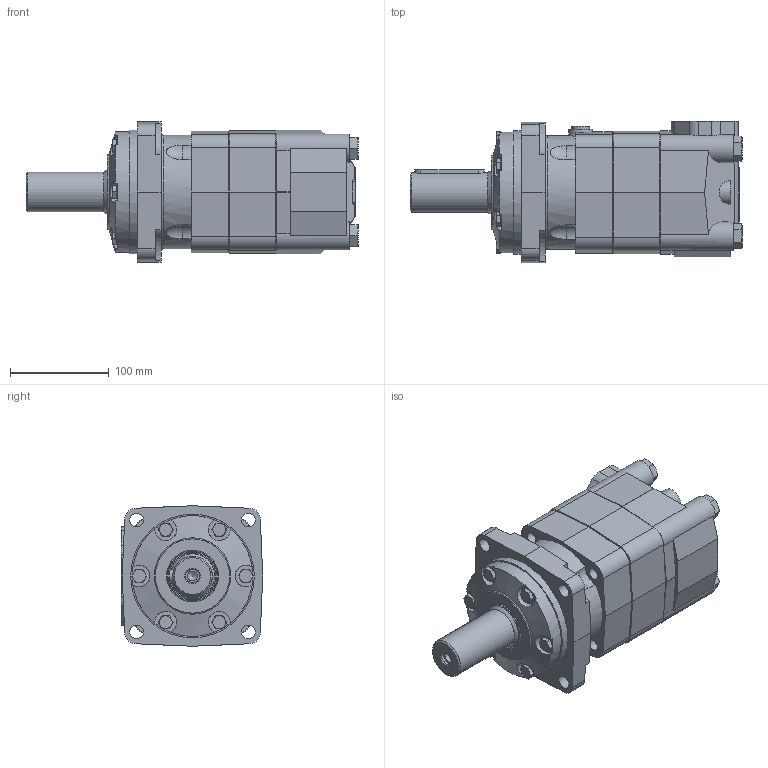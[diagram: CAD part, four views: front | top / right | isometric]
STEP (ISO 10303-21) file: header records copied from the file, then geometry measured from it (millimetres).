
FILE_DESCRIPTION(/* description */ ('STEP AP214'),/* implementation_level */ '2;1');
FILE_NAME(/* name */ 'MT400CUP',/* time_stamp */ '2023-02-07T14:38:15+01:00',/* author */ ('License CC BY-ND 4.0'),/* organization */ ('CADENAS'),/* preprocessor_version */ 'ST-DEVELOPER v18.102',/* originating_system */ 'PARTsolutions',/* authorisation */ ' ');
FILE_SCHEMA (('AUTOMOTIVE_DESIGN {1 0 10303 214 3 1 1}'));
Length unit declared in the file: millimetre
Products named in the file (6): MT400CUP; Hexagon bolt DIN 931-1 M14x1000; MTP; MT400D; MT-CSH; MTFL
Assembly tree (8 placements, depth 2):
  MT400CUP
    Hexagon bolt DIN 931-1 M14x1000  x4
    MTP
    MT400D
    MT-CSH
    MTFL
Bounding box: 335.6 x 143 x 142 mm (x, y, z)
Volume: 3430348.5 mm3; surface area: 315925 mm2
Topology: 8 solids, 8 shells, 576 faces, 1358 edges, 858 vertices
Faces by surface type: plane 308, cylinder 155, cone 99, torus 14
Full cylindrical faces by diameter (mm): 2.4 x4, 6 x1, 7 x3, 8.376 x4, 10.106 x1, 11.835 x4, 13 x6, 14 x11, 14.2 x4, 14.3 x4, 14.8 x2, 15 x12, 16.4 x4, 18 x1, 24.117 x2, 28.7 x2, 40 x1, 45 x2, 75 x1, 103 x2, 108 x1, 109 x1, 115 x1, 122 x1, 125 x1
Entity records: 14669 total; most frequent: CARTESIAN_POINT 2934, DIRECTION 2440, ORIENTED_EDGE 2194, EDGE_CURVE 1097, AXIS2_PLACEMENT_3D 951, VERTEX_POINT 769, FACE_BOUND 726, EDGE_LOOP 715
